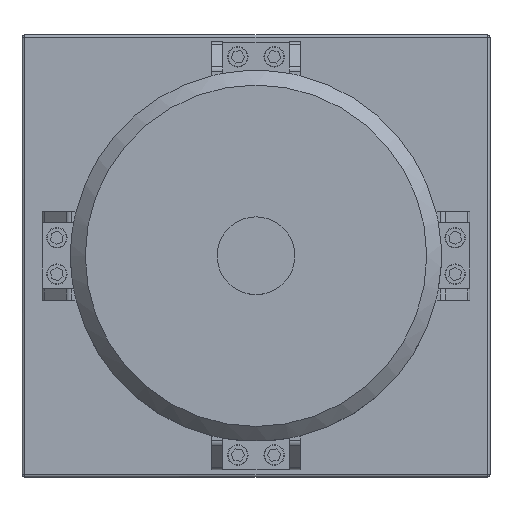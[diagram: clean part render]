
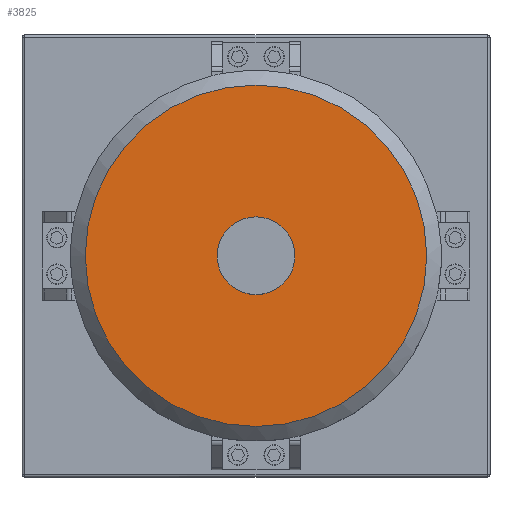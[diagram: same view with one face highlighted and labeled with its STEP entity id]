
A CAD part, top view. The second image highlights one B-rep face of the part: STEP entity #3825.
In plain terms, the highlighted planar face has unit normal (0, 0, 1).
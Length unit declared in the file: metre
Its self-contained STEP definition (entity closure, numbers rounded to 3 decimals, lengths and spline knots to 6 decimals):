
#940=ORIENTED_EDGE('',*,*,#2042,.T.);
#941=ORIENTED_EDGE('',*,*,#2043,.F.);
#2042=EDGE_CURVE('',#2593,#2593,#2948,.T.);
#2043=EDGE_CURVE('',#2594,#2594,#2949,.T.);
#2593=VERTEX_POINT('',#5624);
#2594=VERTEX_POINT('',#5626);
#2948=CIRCLE('',#4093,0.066391);
#2949=CIRCLE('',#4094,0.291857);
#3067=EDGE_LOOP('',(#940));
#3068=EDGE_LOOP('',(#941));
#3377=FACE_BOUND('',#3067,.T.);
#3378=FACE_BOUND('',#3068,.T.);
#3687=PLANE('',#4092);
#3825=ADVANCED_FACE('',(#3377,#3378),#3687,.T.);
#4092=AXIS2_PLACEMENT_3D('',#5622,#4479,#4480);
#4093=AXIS2_PLACEMENT_3D('',#5623,#4481,#4482);
#4094=AXIS2_PLACEMENT_3D('',#5625,#4483,#4484);
#4479=DIRECTION('',(0.,0.,1.));
#4480=DIRECTION('',(-1.,0.,0.));
#4481=DIRECTION('',(0.,0.,-1.));
#4482=DIRECTION('',(-1.,0.,0.));
#4483=DIRECTION('',(0.,0.,-1.));
#4484=DIRECTION('',(-1.,0.,0.));
#5622=CARTESIAN_POINT('',(0.,0.,0.532986));
#5623=CARTESIAN_POINT('',(0.,0.,0.532986));
#5624=CARTESIAN_POINT('',(-0.066391,0.,0.532986));
#5625=CARTESIAN_POINT('',(0.,0.,0.532986));
#5626=CARTESIAN_POINT('',(-0.291857,0.,0.532986));
